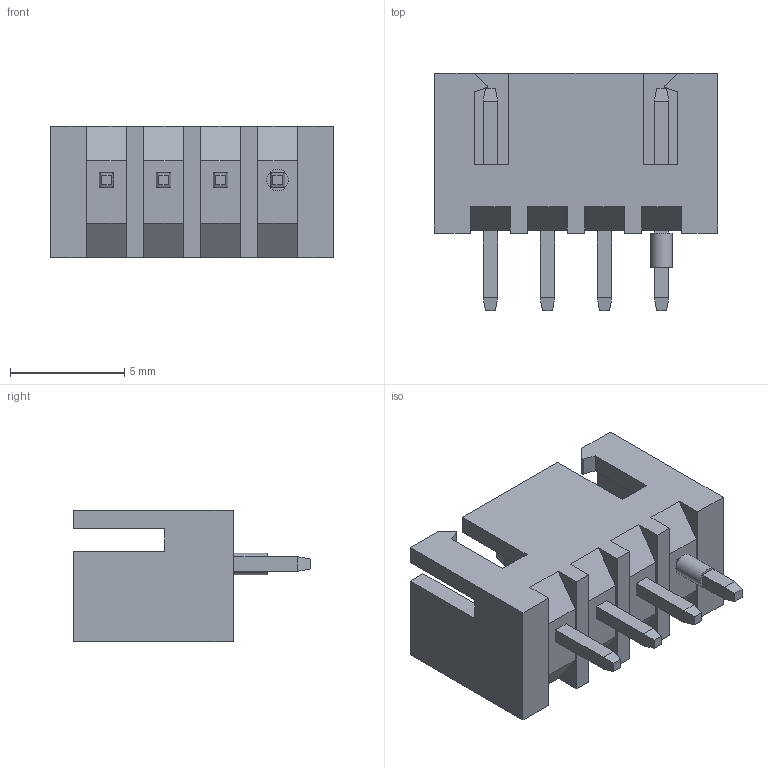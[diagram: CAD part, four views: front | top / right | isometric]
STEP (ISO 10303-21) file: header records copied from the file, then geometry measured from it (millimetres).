
FILE_DESCRIPTION(('HOOPS Exchange Step'),'2;1');
FILE_NAME('1de54d8f2e43ea28b7e3abef319d92b820200315-3379-1psqfln.sldprt.step','2020-03-15T13:27:33+00:00',('converter2'),('Unknown organisation'),'HOOPS Exchange 2019.2','HOOPS Exchange','Unknown authorisation');
FILE_SCHEMA( ('AUTOMOTIVE_DESIGN { 1 0 10303 214 1 1 1 1 }') );
Length unit declared in the file: millimetre
Products named in the file (2): Default; 1de54d8f2e43ea28b7e3abef319d92b820200315-3379-1psqfln
Assembly tree (1 placements, depth 2):
  1de54d8f2e43ea28b7e3abef319d92b820200315-3379-1psqfln
    Default
Bounding box: 12.4 x 10.4 x 5.75 mm (x, y, z)
Volume: 205.1 mm3; surface area: 665.2 mm2
Topology: 1 solids, 1 shells, 134 faces, 336 edges, 214 vertices
Faces by surface type: plane 130, cylinder 4
Full cylindrical faces by diameter (mm): 0.95 x1
Entity records: 3967 total; most frequent: CARTESIAN_POINT 687, ORIENTED_EDGE 672, DIRECTION 620, EDGE_CURVE 336, VECTOR 326, LINE 326, VERTEX_POINT 214, AXIS2_PLACEMENT_3D 147
